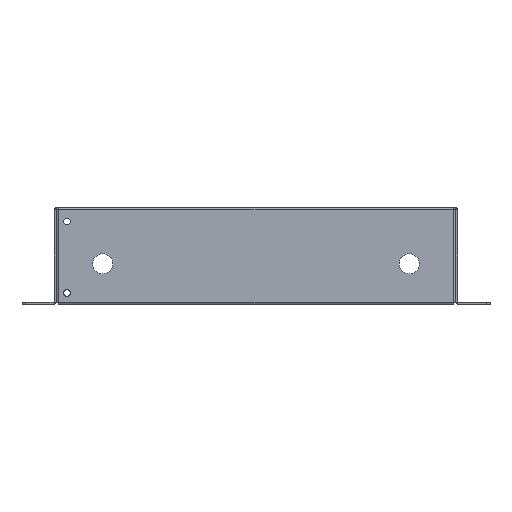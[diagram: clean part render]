
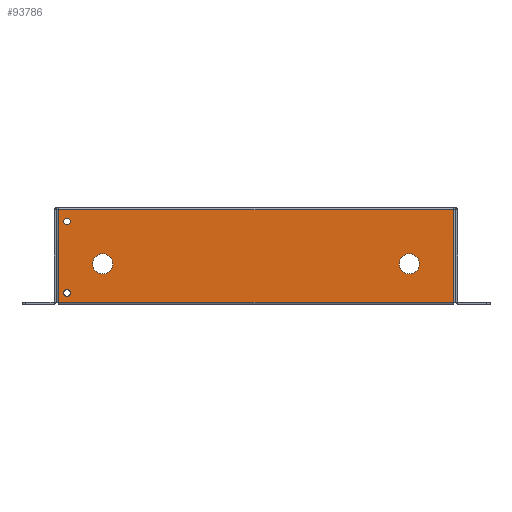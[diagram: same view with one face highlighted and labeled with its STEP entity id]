
A CAD part, front view. The second image highlights one B-rep face of the part: STEP entity #93786.
In plain terms, the highlighted planar face has unit normal (0, -1, 0).
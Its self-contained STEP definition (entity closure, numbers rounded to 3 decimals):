
#1518 = AXIS2_PLACEMENT_3D ( 'NONE', #12039, #82594, #29380 ) ;
#2274 = EDGE_LOOP ( 'NONE', ( #90361, #55607 ) ) ;
#5489 = CIRCLE ( 'NONE', #112571, 2.1 ) ;
#6233 = ORIENTED_EDGE ( 'NONE', *, *, #113440, .T. ) ;
#7817 = DIRECTION ( 'NONE',  ( 0., 0., 1. ) ) ;
#8175 = VERTEX_POINT ( 'NONE', #64719 ) ;
#8692 = EDGE_CURVE ( 'NONE', #93455, #36272, #103271, .T. ) ;
#10436 = DIRECTION ( 'NONE',  ( 0., 0., 1. ) ) ;
#11253 = CARTESIAN_POINT ( 'NONE',  ( 38.679, -592.574, -23.702 ) ) ;
#11951 = VECTOR ( 'NONE', #74729, 1000. ) ;
#12039 = CARTESIAN_POINT ( 'NONE',  ( 16.563, -592.575, -48.024 ) ) ;
#12529 = CARTESIAN_POINT ( 'NONE',  ( 11.35, -592.575, -53.602 ) ) ;
#13589 = ORIENTED_EDGE ( 'NONE', *, *, #69927, .F. ) ;
#14938 = EDGE_CURVE ( 'NONE', #37661, #36272, #84519, .T. ) ;
#15524 = DIRECTION ( 'NONE',  ( 0., 1., 0. ) ) ;
#15528 = CIRCLE ( 'NONE', #72865, 6.25 ) ;
#15794 = ORIENTED_EDGE ( 'NONE', *, *, #8692, .T. ) ;
#16310 = CARTESIAN_POINT ( 'NONE',  ( 16.563, -592.575, -48.024 ) ) ;
#20877 = VERTEX_POINT ( 'NONE', #79105 ) ;
#23628 = DIRECTION ( 'NONE',  ( 0., 0., 1. ) ) ;
#23703 = EDGE_CURVE ( 'NONE', #39345, #63838, #81279, .T. ) ;
#23766 = CARTESIAN_POINT ( 'NONE',  ( 255.979, -592.574, -53.602 ) ) ;
#24508 = DIRECTION ( 'NONE',  ( 0., 1., 0. ) ) ;
#24786 = FACE_BOUND ( 'NONE', #106259, .T. ) ;
#26580 = DIRECTION ( 'NONE',  ( 0., 0., 1. ) ) ;
#29380 = DIRECTION ( 'NONE',  ( 0., 0., -1. ) ) ;
#29384 = CARTESIAN_POINT ( 'NONE',  ( 16.563, -592.575, -45.924 ) ) ;
#29558 = VERTEX_POINT ( 'NONE', #31044 ) ;
#31044 = CARTESIAN_POINT ( 'NONE',  ( 16.559, -592.575, -5.824 ) ) ;
#31966 = DIRECTION ( 'NONE',  ( 0., 0., -1. ) ) ;
#33453 = EDGE_CURVE ( 'NONE', #63838, #39345, #49999, .T. ) ;
#34786 = CIRCLE ( 'NONE', #1518, 2.1 ) ;
#35360 = CARTESIAN_POINT ( 'NONE',  ( 11.379, -592.575, 3.448 ) ) ;
#36272 = VERTEX_POINT ( 'NONE', #43333 ) ;
#37661 = VERTEX_POINT ( 'NONE', #35360 ) ;
#38271 = CIRCLE ( 'NONE', #82608, 2.1 ) ;
#39345 = VERTEX_POINT ( 'NONE', #77946 ) ;
#40515 = CIRCLE ( 'NONE', #47858, 6.25 ) ;
#43333 = CARTESIAN_POINT ( 'NONE',  ( 255.979, -592.574, 3.448 ) ) ;
#43846 = CARTESIAN_POINT ( 'NONE',  ( 228.679, -592.574, -29.952 ) ) ;
#44435 = EDGE_LOOP ( 'NONE', ( #113273, #92283 ) ) ;
#47858 = AXIS2_PLACEMENT_3D ( 'NONE', #49964, #24508, #112419 ) ;
#48387 = DIRECTION ( 'NONE',  ( 1., 0., 0. ) ) ;
#49964 = CARTESIAN_POINT ( 'NONE',  ( 38.679, -592.574, -29.952 ) ) ;
#49999 = CIRCLE ( 'NONE', #66635, 6.25 ) ;
#50353 = EDGE_CURVE ( 'NONE', #37661, #86338, #113045, .T. ) ;
#50644 = CARTESIAN_POINT ( 'NONE',  ( 255.979, -592.574, -53.631 ) ) ;
#50818 = EDGE_CURVE ( 'NONE', #20877, #100036, #106449, .T. ) ;
#51022 = DIRECTION ( 'NONE',  ( 0., -1., 0. ) ) ;
#55435 = AXIS2_PLACEMENT_3D ( 'NONE', #43846, #86089, #69894 ) ;
#55607 = ORIENTED_EDGE ( 'NONE', *, *, #84630, .F. ) ;
#57642 = LINE ( 'NONE', #12529, #71406 ) ;
#58361 = FACE_BOUND ( 'NONE', #106192, .T. ) ;
#60062 = FACE_BOUND ( 'NONE', #2274, .T. ) ;
#61184 = ORIENTED_EDGE ( 'NONE', *, *, #50353, .T. ) ;
#61548 = CARTESIAN_POINT ( 'NONE',  ( 11.379, -592.575, -53.602 ) ) ;
#63838 = VERTEX_POINT ( 'NONE', #83240 ) ;
#64719 = CARTESIAN_POINT ( 'NONE',  ( 38.679, -592.574, -36.202 ) ) ;
#65742 = CARTESIAN_POINT ( 'NONE',  ( 16.559, -592.575, -3.724 ) ) ;
#66635 = AXIS2_PLACEMENT_3D ( 'NONE', #97240, #89686, #10436 ) ;
#67204 = CARTESIAN_POINT ( 'NONE',  ( 8.679, -592.575, 3.448 ) ) ;
#69894 = DIRECTION ( 'NONE',  ( 0., 0., 1. ) ) ;
#69927 = EDGE_CURVE ( 'NONE', #100036, #20877, #34786, .T. ) ;
#69980 = DIRECTION ( 'NONE',  ( 0., 1., 0. ) ) ;
#71406 = VECTOR ( 'NONE', #48387, 1000. ) ;
#71947 = EDGE_CURVE ( 'NONE', #29558, #114247, #5489, .T. ) ;
#72865 = AXIS2_PLACEMENT_3D ( 'NONE', #113909, #69980, #26580 ) ;
#74729 = DIRECTION ( 'NONE',  ( 1., 0., 0. ) ) ;
#76233 = ORIENTED_EDGE ( 'NONE', *, *, #14938, .F. ) ;
#77781 = DIRECTION ( 'NONE',  ( 0., 0., -1. ) ) ;
#77946 = CARTESIAN_POINT ( 'NONE',  ( 228.679, -592.574, -36.202 ) ) ;
#78311 = CARTESIAN_POINT ( 'NONE',  ( 16.559, -592.575, -1.624 ) ) ;
#78803 = VECTOR ( 'NONE', #77781, 1000. ) ;
#79105 = CARTESIAN_POINT ( 'NONE',  ( 16.563, -592.575, -50.124 ) ) ;
#79322 = EDGE_CURVE ( 'NONE', #94259, #8175, #15528, .T. ) ;
#81279 = CIRCLE ( 'NONE', #55435, 6.25 ) ;
#81823 = ORIENTED_EDGE ( 'NONE', *, *, #79322, .T. ) ;
#82594 = DIRECTION ( 'NONE',  ( 0., -1., 0. ) ) ;
#82608 = AXIS2_PLACEMENT_3D ( 'NONE', #65742, #102151, #109689 ) ;
#83240 = CARTESIAN_POINT ( 'NONE',  ( 228.679, -592.574, -23.702 ) ) ;
#83470 = ORIENTED_EDGE ( 'NONE', *, *, #50818, .F. ) ;
#84519 = LINE ( 'NONE', #67204, #11951 ) ;
#84630 = EDGE_CURVE ( 'NONE', #114247, #29558, #38271, .T. ) ;
#85473 = AXIS2_PLACEMENT_3D ( 'NONE', #112689, #15524, #23628 ) ;
#85518 = PLANE ( 'NONE',  #85473 ) ;
#86089 = DIRECTION ( 'NONE',  ( 0., 1., 0. ) ) ;
#86338 = VERTEX_POINT ( 'NONE', #61548 ) ;
#87439 = EDGE_LOOP ( 'NONE', ( #15794, #76233, #61184, #99227 ) ) ;
#89686 = DIRECTION ( 'NONE',  ( 0., 1., 0. ) ) ;
#90361 = ORIENTED_EDGE ( 'NONE', *, *, #71947, .F. ) ;
#92283 = ORIENTED_EDGE ( 'NONE', *, *, #23703, .T. ) ;
#93455 = VERTEX_POINT ( 'NONE', #23766 ) ;
#93786 = ADVANCED_FACE ( 'NONE', ( #60062, #24786, #58361, #102865, #95913 ), #85518, .F. ) ;
#94259 = VERTEX_POINT ( 'NONE', #11253 ) ;
#95913 = FACE_OUTER_BOUND ( 'NONE', #87439, .T. ) ;
#97240 = CARTESIAN_POINT ( 'NONE',  ( 228.679, -592.574, -29.952 ) ) ;
#99227 = ORIENTED_EDGE ( 'NONE', *, *, #107386, .T. ) ;
#100036 = VERTEX_POINT ( 'NONE', #29384 ) ;
#101895 = DIRECTION ( 'NONE',  ( 0., 0., -1. ) ) ;
#102151 = DIRECTION ( 'NONE',  ( 0., -1., 0. ) ) ;
#102865 = FACE_BOUND ( 'NONE', #44435, .T. ) ;
#103271 = LINE ( 'NONE', #50644, #112403 ) ;
#104654 = AXIS2_PLACEMENT_3D ( 'NONE', #16310, #51022, #31966 ) ;
#104938 = CARTESIAN_POINT ( 'NONE',  ( 11.379, -592.575, 3.448 ) ) ;
#106192 = EDGE_LOOP ( 'NONE', ( #81823, #6233 ) ) ;
#106259 = EDGE_LOOP ( 'NONE', ( #83470, #13589 ) ) ;
#106449 = CIRCLE ( 'NONE', #104654, 2.1 ) ;
#107386 = EDGE_CURVE ( 'NONE', #86338, #93455, #57642, .T. ) ;
#109689 = DIRECTION ( 'NONE',  ( 0., 0., -1. ) ) ;
#111140 = DIRECTION ( 'NONE',  ( 0., -1., 0. ) ) ;
#112277 = CARTESIAN_POINT ( 'NONE',  ( 16.559, -592.575, -3.724 ) ) ;
#112403 = VECTOR ( 'NONE', #7817, 1000. ) ;
#112419 = DIRECTION ( 'NONE',  ( 0., 0., 1. ) ) ;
#112571 = AXIS2_PLACEMENT_3D ( 'NONE', #112277, #111140, #101895 ) ;
#112689 = CARTESIAN_POINT ( 'NONE',  ( 8.679, -592.575, 4.798 ) ) ;
#113045 = LINE ( 'NONE', #104938, #78803 ) ;
#113273 = ORIENTED_EDGE ( 'NONE', *, *, #33453, .T. ) ;
#113440 = EDGE_CURVE ( 'NONE', #8175, #94259, #40515, .T. ) ;
#113909 = CARTESIAN_POINT ( 'NONE',  ( 38.679, -592.574, -29.952 ) ) ;
#114247 = VERTEX_POINT ( 'NONE', #78311 ) ;
